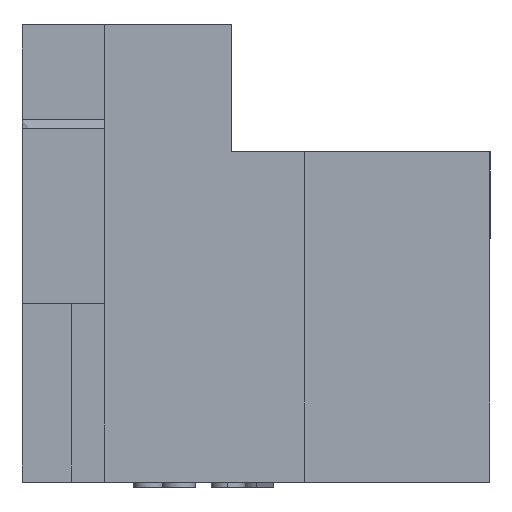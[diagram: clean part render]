
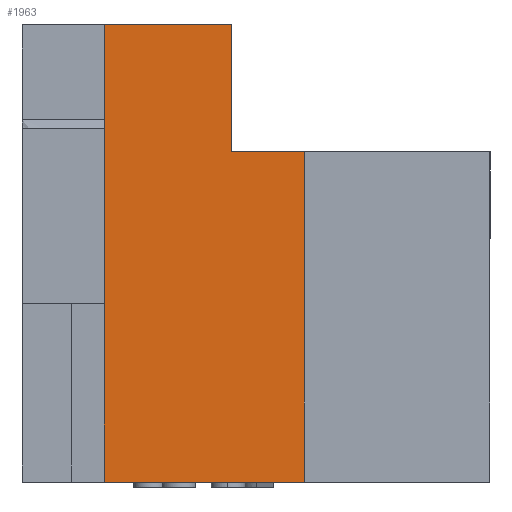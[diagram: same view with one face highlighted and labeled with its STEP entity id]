
A CAD part, left-side view. The second image highlights one B-rep face of the part: STEP entity #1963.
In plain terms, the highlighted free-form (B-spline) face has degree [1, 1] with [2, 2] control points.
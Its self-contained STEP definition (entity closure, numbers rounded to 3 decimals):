
#1865=CARTESIAN_POINT('V58',(-5.2,6.0,
   10.65));
#1866=VERTEX_POINT('V58',#1865);
#1872=CARTESIAN_POINT('V61',(-5.2,6.0,0.0));
#1873=VERTEX_POINT('V61',#1872);
#1874=CARTESIAN_POINT('E85',(-5.2,6.0,0.0));
#1875=CARTESIAN_POINT('E85',(-5.2,6.0,
   10.65));
#1876=B_SPLINE_CURVE_WITH_KNOTS('E85',1,(#1874,#1875),
   .POLYLINE_FORM.,.F.,.U.,(2,2),(0.0,1.651),
   .UNSPECIFIED.);
#1877=EDGE_CURVE('E85',#1873,#1866,#1876,.T.);
#1893=CARTESIAN_POINT('V59',(-5.2,8.35,
   10.65));
#1894=VERTEX_POINT('V59',#1893);
#1895=CARTESIAN_POINT('E81',(-5.2,6.0,
   10.65));
#1896=CARTESIAN_POINT('E81',(-5.2,8.35,
   10.65));
#1897=QUASI_UNIFORM_CURVE('E81',1,(#1895,#1896),.POLYLINE_FORM.,.F.,
   .U.);
#1898=EDGE_CURVE('E81',#1866,#1894,#1897,.T.);
#1928=CARTESIAN_POINT('F28',(-5.2,12.45,
   0.0));
#1929=CARTESIAN_POINT('F28',(-5.2,6.0,0.0));
#1930=CARTESIAN_POINT('F28',(-5.2,12.45,
   14.75));
#1931=CARTESIAN_POINT('F28',(-5.2,6.0,
   14.75));
#1932=B_SPLINE_SURFACE_WITH_KNOTS('F28',1,1,((#1928,#1930),(#1929,
   #1931)),.PLANE_SURF.,.F.,.F.,.U.,(2,2),(2,2),(0.0,1.0),(0.0,
   2.287),.UNSPECIFIED.);
#1933=ORIENTED_EDGE('E81',*,*,#1898,.T.);
#1934=CARTESIAN_POINT('V39',(-5.2,8.35,
   14.75));
#1935=VERTEX_POINT('V39',#1934);
#1936=CARTESIAN_POINT('E82',(-5.2,8.35,
   10.65));
#1937=CARTESIAN_POINT('E82',(-5.2,8.35,
   14.75));
#1938=QUASI_UNIFORM_CURVE('E82',1,(#1936,#1937),.POLYLINE_FORM.,.F.,
   .U.);
#1939=EDGE_CURVE('E82',#1894,#1935,#1938,.T.);
#1940=ORIENTED_EDGE('E82',*,*,#1939,.T.);
#1941=CARTESIAN_POINT('V38',(-5.2,12.45,
   14.75));
#1942=VERTEX_POINT('V38',#1941);
#1943=CARTESIAN_POINT('E51',(-5.2,8.35,
   14.75));
#1944=CARTESIAN_POINT('E51',(-5.2,12.45,
   14.75));
#1945=B_SPLINE_CURVE_WITH_KNOTS('E51',1,(#1943,#1944),
   .POLYLINE_FORM.,.F.,.U.,(2,2),(0.364,1.0),
   .UNSPECIFIED.);
#1946=EDGE_CURVE('E51',#1935,#1942,#1945,.T.);
#1947=ORIENTED_EDGE('E51',*,*,#1946,.T.);
#1948=CARTESIAN_POINT('V60',(-5.2,12.45,
   0.0));
#1949=VERTEX_POINT('V60',#1948);
#1950=CARTESIAN_POINT('E83',(-5.2,12.45,
   0.0));
#1951=CARTESIAN_POINT('E83',(-5.2,12.45,
   14.75));
#1952=B_SPLINE_CURVE_WITH_KNOTS('E83',1,(#1950,#1951),
   .POLYLINE_FORM.,.F.,.U.,(2,2),(0.0,3.029),
   .UNSPECIFIED.);
#1953=EDGE_CURVE('E83',#1949,#1942,#1952,.T.);
#1954=ORIENTED_EDGE('E83',*,*,#1953,.F.);
#1955=CARTESIAN_POINT('E84',(-5.2,12.45,
   0.0));
#1956=CARTESIAN_POINT('E84',(-5.2,6.0,0.0));
#1957=QUASI_UNIFORM_CURVE('E84',1,(#1955,#1956),.POLYLINE_FORM.,.F.,
   .U.);
#1958=EDGE_CURVE('E84',#1949,#1873,#1957,.T.);
#1959=ORIENTED_EDGE('E84',*,*,#1958,.T.);
#1960=ORIENTED_EDGE('E85',*,*,#1877,.T.);
#1961=EDGE_LOOP('F28',(#1933,#1940,#1947,#1954,#1959,#1960));
#1962=FACE_OUTER_BOUND('F28',#1961,.T.);
#1963=ADVANCED_FACE('F28',(#1962),#1932,.T.);
